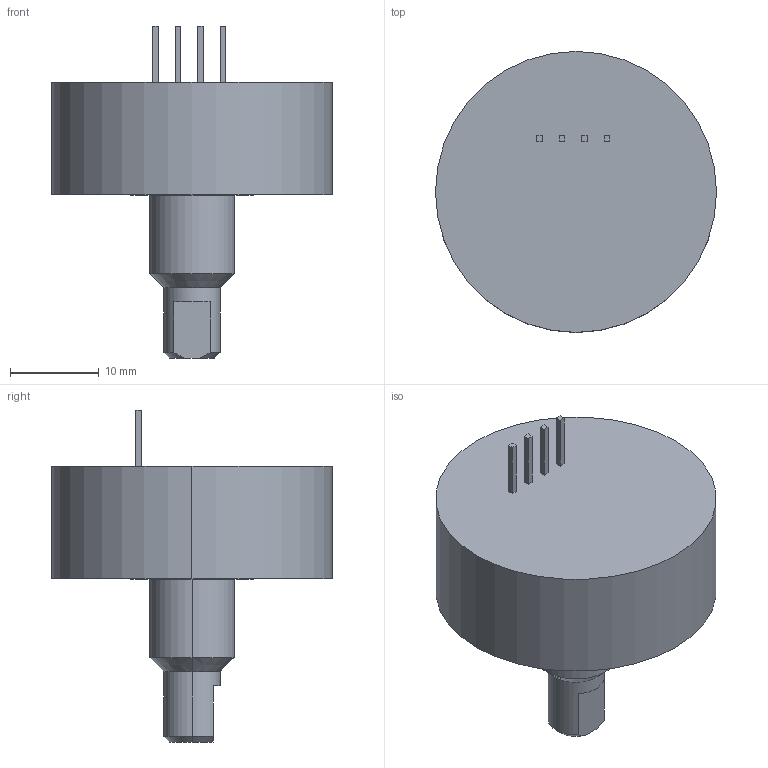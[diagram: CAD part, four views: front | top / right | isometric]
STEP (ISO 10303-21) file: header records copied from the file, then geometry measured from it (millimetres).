
FILE_DESCRIPTION((''),'2;1');
FILE_NAME('Encoder.stp','2004-02-09T21:49:56',('Administrator'),(''),'Autodesk Inventor (tm) 5.0','Autodesk Inventor (tm) 5.0','');
FILE_SCHEMA(('CONFIG_CONTROL_DESIGN'));
Length unit declared in the file: inch
Products named in the file (1): Encoder
Bounding box: 31.75 x 31.75 x 37.52 mm (x, y, z)
Volume: 11037 mm3; surface area: 3350.2 mm2
Topology: 1 solids, 1 shells, 39 faces, 87 edges, 56 vertices
Faces by surface type: plane 26, cylinder 8, cone 5
Entity records: 1169 total; most frequent: CARTESIAN_POINT 187, DIRECTION 186, ORIENTED_EDGE 174, EDGE_CURVE 87, VECTOR 64, LINE 64, AXIS2_PLACEMENT_3D 61, VERTEX_POINT 56
